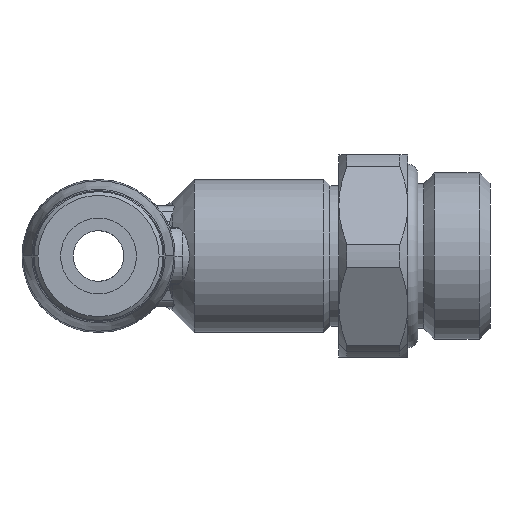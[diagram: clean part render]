
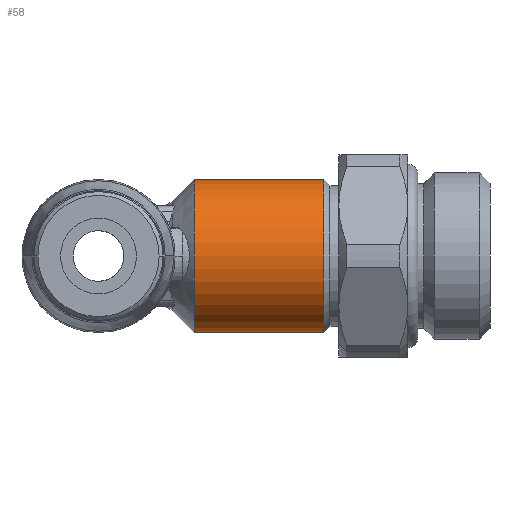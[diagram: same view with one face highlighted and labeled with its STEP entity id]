
A CAD part, left-side view. The second image highlights one B-rep face of the part: STEP entity #58.
In plain terms, the highlighted cylindrical face has radius 6.05 mm (diameter 12.1 mm), a partial arc.
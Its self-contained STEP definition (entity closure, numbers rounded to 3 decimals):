
#58=ADVANCED_FACE('',(#279),#280,.T.);
#279=FACE_OUTER_BOUND('',#710,.T.);
#280=CYLINDRICAL_SURFACE('',#711,6.05);
#710=EDGE_LOOP('',(#1237,#1238,#1239,#1240));
#711=AXIS2_PLACEMENT_3D('',#1241,#1242,#1243);
#1237=ORIENTED_EDGE('',*,*,#2904,.F.);
#1238=ORIENTED_EDGE('',*,*,#2905,.T.);
#1239=ORIENTED_EDGE('',*,*,#2906,.F.);
#1240=ORIENTED_EDGE('',*,*,#2907,.T.);
#1241=CARTESIAN_POINT('',(0.,-10.58,0.));
#1242=DIRECTION('',(0.,-1.0,0.));
#1243=DIRECTION('',(0.,0.,1.0));
#2904=EDGE_CURVE('',#3520,#3521,#3522,.T.);
#2905=EDGE_CURVE('',#3520,#3523,#3524,.T.);
#2906=EDGE_CURVE('',#3525,#3523,#3526,.T.);
#2907=EDGE_CURVE('',#3525,#3521,#3527,.T.);
#3520=VERTEX_POINT('',#4711);
#3521=VERTEX_POINT('',#4712);
#3522=LINE('',#4713,#4714);
#3523=VERTEX_POINT('',#4715);
#3524=CIRCLE('',#4716,6.05);
#3525=VERTEX_POINT('',#4717);
#3526=LINE('',#4718,#4719);
#3527=CIRCLE('',#4720,6.05);
#4711=CARTESIAN_POINT('',(0.,-7.56,6.05));
#4712=CARTESIAN_POINT('',(0.,-17.8,6.05));
#4713=CARTESIAN_POINT('',(0.,-10.58,6.05));
#4714=VECTOR('',#6864,1.0);
#4715=CARTESIAN_POINT('',(0.,-7.56,-6.05));
#4716=AXIS2_PLACEMENT_3D('',#6865,#6866,#6867);
#4717=CARTESIAN_POINT('',(0.,-17.8,-6.05));
#4718=CARTESIAN_POINT('',(0.,-10.58,-6.05));
#4719=VECTOR('',#6868,1.0);
#4720=AXIS2_PLACEMENT_3D('',#6869,#6870,#6871);
#6864=DIRECTION('',(0.,-1.0,0.));
#6865=CARTESIAN_POINT('',(0.,-7.56,0.));
#6866=DIRECTION('',(0.,-1.0,0.));
#6867=DIRECTION('',(0.,0.,1.0));
#6868=DIRECTION('',(0.,1.0,0.));
#6869=CARTESIAN_POINT('',(0.,-17.8,0.));
#6870=DIRECTION('',(0.,1.0,0.));
#6871=DIRECTION('',(0.,0.,-1.0));
